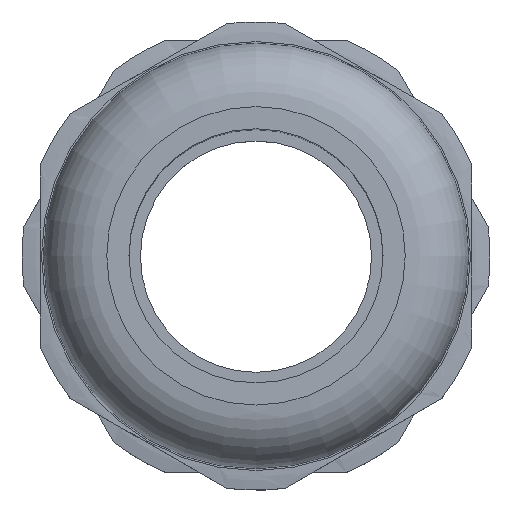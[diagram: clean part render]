
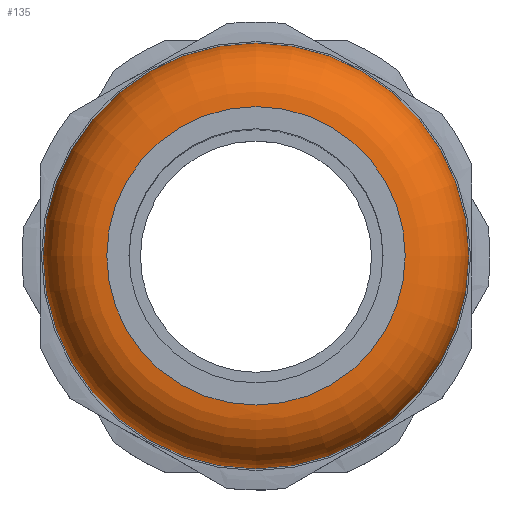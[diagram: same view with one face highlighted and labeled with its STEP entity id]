
A CAD part, top view. The second image highlights one B-rep face of the part: STEP entity #135.
In plain terms, the highlighted toroidal (fillet/blend) face has major radius 11.75 mm and minor radius 5 mm.
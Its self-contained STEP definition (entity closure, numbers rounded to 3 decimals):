
#51=TOROIDAL_SURFACE('',#959,11.75,5.);
#135=ADVANCED_FACE('',(#246,#247),#51,.T.);
#246=FACE_BOUND('',#286,.T.);
#247=FACE_BOUND('',#287,.T.);
#286=EDGE_LOOP('',(#541));
#287=EDGE_LOOP('',(#542));
#541=ORIENTED_EDGE('',*,*,#834,.F.);
#542=ORIENTED_EDGE('',*,*,#833,.F.);
#720=VERTEX_POINT('',#2060);
#721=VERTEX_POINT('',#2063);
#833=EDGE_CURVE('',#720,#720,#890,.T.);
#834=EDGE_CURVE('',#721,#721,#891,.T.);
#890=CIRCLE('',#951,16.75);
#891=CIRCLE('',#953,11.75);
#951=AXIS2_PLACEMENT_3D('',#2059,#1133,#1134);
#953=AXIS2_PLACEMENT_3D('',#2062,#1137,#1138);
#959=AXIS2_PLACEMENT_3D('',#2071,#1149,#1150);
#1133=DIRECTION('',(0.,0.,-1.));
#1134=DIRECTION('',(0.,-1.,0.));
#1137=DIRECTION('',(0.,0.,1.));
#1138=DIRECTION('',(0.,-1.,0.));
#1149=DIRECTION('',(0.,0.,1.));
#1150=DIRECTION('',(0.,-1.,0.));
#2059=CARTESIAN_POINT('',(0.,0.,36.));
#2060=CARTESIAN_POINT('',(0.,-16.75,36.));
#2062=CARTESIAN_POINT('',(0.,0.,41.));
#2063=CARTESIAN_POINT('',(0.,-11.75,41.));
#2071=CARTESIAN_POINT('',(0.,0.,36.));
